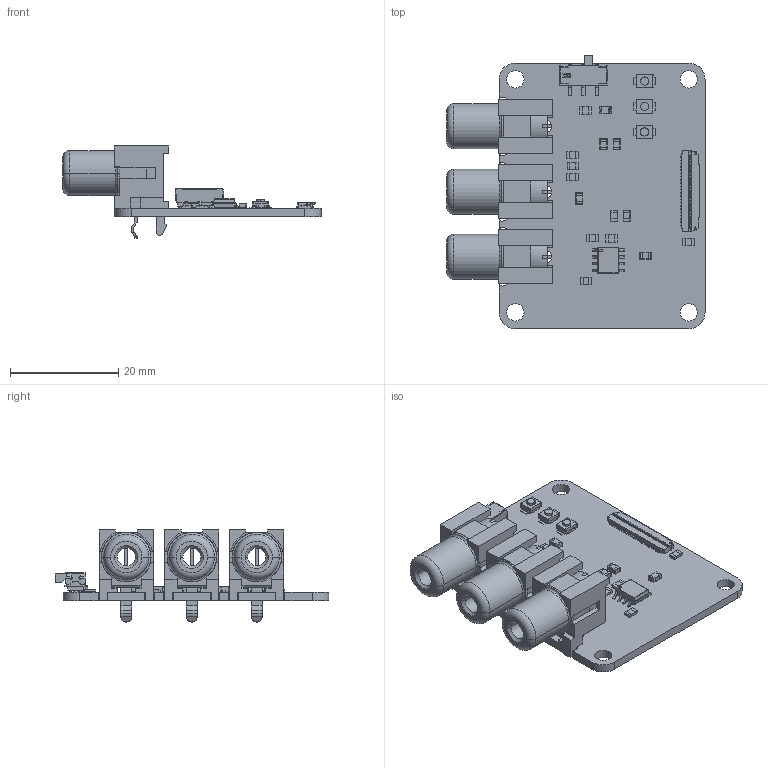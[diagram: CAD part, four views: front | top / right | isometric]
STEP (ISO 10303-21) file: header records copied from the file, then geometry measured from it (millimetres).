
FILE_DESCRIPTION(('Open CASCADE Model'),'2;1');
FILE_NAME('Open CASCADE Shape Model','2021-03-13T04:41:34',('Author'),( 'Open CASCADE'),'Open CASCADE STEP processor 6.8','Open CASCADE 6.8' ,'Unknown');
FILE_SCHEMA(('AUTOMOTIVE_DESIGN { 1 0 10303 214 1 1 1 1 }'));
Length unit declared in the file: millimetre
Products named in the file (36): PCB; Board; S1; B3U_1000P[]; S3; S2; S4; JS102011SAQN; R4; RESC2012X50N; R2; LED1; LED_OSRAM_LOR976; J4; KLPX-0848A-2-Y_rA4; J3; J2; U2; 746809208; Body; PinsArrayLR; R7; R6; R5; R3; R1; J1; 1036405776; C7; CAPC2012X90N; C6; C5; C4; C3; C2; C1
Assembly tree (51 placements, depth 4):
  PCB
    Board
    S1
      B3U_1000P[]
    S3
      B3U_1000P[]
    S2
      B3U_1000P[]
    S4
      JS102011SAQN
    R4
      RESC2012X50N
    R2
      RESC2012X50N
    LED1
      LED_OSRAM_LOR976
    J4
      KLPX-0848A-2-Y_rA4
    J3
      KLPX-0848A-2-Y_rA4
    J2
      KLPX-0848A-2-Y_rA4
    U2
      746809208
        Body
        PinsArrayLR
    R7
      RESC2012X50N
    R6
      RESC2012X50N
    R5
      RESC2012X50N
    R3
      RESC2012X50N
    R1
      RESC2012X50N
    J1
      1036405776
    C7
      CAPC2012X90N
    C6
      CAPC2012X90N
    C5
      CAPC2012X90N
    C4
      CAPC2012X90N
    C3
      CAPC2012X90N
    C2
      CAPC2012X90N
    C1
      CAPC2012X90N
Bounding box: 47.65 x 50.45 x 17 mm (x, y, z)
Volume: 6575.2 mm3; surface area: 8655.3 mm2
Topology: 66 solids, 66 shells, 2991 faces, 8348 edges, 5390 vertices
Faces by surface type: plane 2138, cylinder 730, sphere 56, extrusion 47, torus 12, cone 8
Full cylindrical faces by diameter (mm): 0.487 x1, 0.8 x2, 0.9 x2, 2.42 x3, 2.51 x3, 3.2 x4
Entity records: 73411 total; most frequent: CARTESIAN_POINT 13670, ORIENTED_EDGE 12612, DIRECTION 11664, EDGE_CURVE 6306, VECTOR 5104, LINE 5057, VERTEX_POINT 4134, AXIS2_PLACEMENT_3D 3280
